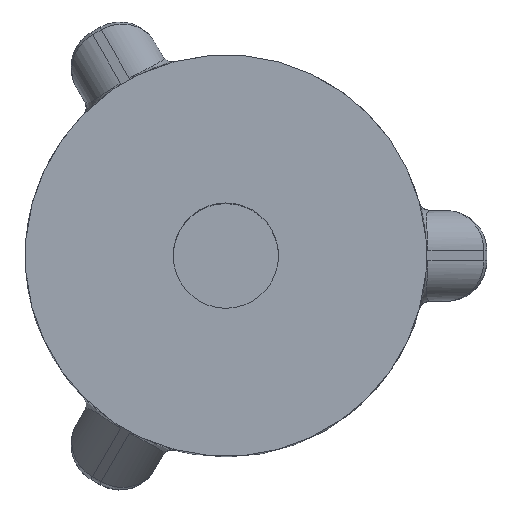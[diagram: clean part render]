
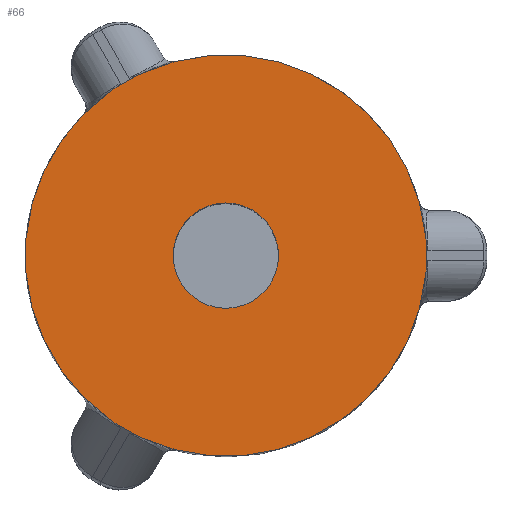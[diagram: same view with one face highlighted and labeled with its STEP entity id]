
A CAD part, top view. The second image highlights one B-rep face of the part: STEP entity #66.
In plain terms, the highlighted planar face has unit normal (0, 0, 1).
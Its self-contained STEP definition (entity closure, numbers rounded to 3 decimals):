
#9 = AXIS2_PLACEMENT_3D ( 'NONE', #2310, #3127, #2571 ) ;
#56 = AXIS2_PLACEMENT_3D ( 'NONE', #3553, #3273, #2498 ) ;
#62 = CARTESIAN_POINT ( 'NONE',  ( -1.81, -3.574, 0. ) ) ;
#66 = ADVANCED_FACE ( 'NONE', ( #1605, #754 ), #2443, .T. ) ;
#80 = VERTEX_POINT ( 'NONE', #208 ) ;
#103 = CARTESIAN_POINT ( 'NONE',  ( -1.665, 3.637, 0. ) ) ;
#137 = CARTESIAN_POINT ( 'NONE',  ( -2.317, -3.261, 0. ) ) ;
#166 = CARTESIAN_POINT ( 'NONE',  ( -2.317, 3.261, 0. ) ) ;
#208 = CARTESIAN_POINT ( 'NONE',  ( -2.19, 3.354, 0. ) ) ;
#212 = ORIENTED_EDGE ( 'NONE', *, *, #1224, .F. ) ;
#261 = CIRCLE ( 'NONE', #3457, 1.05 ) ;
#270 = DIRECTION ( 'NONE',  ( 0., 0., 1. ) ) ;
#314 = ORIENTED_EDGE ( 'NONE', *, *, #3356, .F. ) ;
#352 = CARTESIAN_POINT ( 'NONE',  ( -2.233, -3.324, 0. ) ) ;
#360 = CARTESIAN_POINT ( 'NONE',  ( 4., 0.219, 0. ) ) ;
#412 = EDGE_CURVE ( 'NONE', #80, #1671, #2916, .T. ) ;
#447 = CARTESIAN_POINT ( 'NONE',  ( -2.19, 3.354, 0. ) ) ;
#456 = ORIENTED_EDGE ( 'NONE', *, *, #2287, .T. ) ;
#478 = CARTESIAN_POINT ( 'NONE',  ( 4., -0.9, 0. ) ) ;
#494 = CARTESIAN_POINT ( 'NONE',  ( 3.987, -0.324, 0. ) ) ;
#544 = ORIENTED_EDGE ( 'NONE', *, *, #2174, .T. ) ;
#580 = CARTESIAN_POINT ( 'NONE',  ( 0., 0., 0. ) ) ;
#589 = ORIENTED_EDGE ( 'NONE', *, *, #2586, .T. ) ;
#636 = VERTEX_POINT ( 'NONE', #2668 ) ;
#679 = LINE ( 'NONE', #2682, #929 ) ;
#739 = ORIENTED_EDGE ( 'NONE', *, *, #2440, .T. ) ;
#754 = FACE_BOUND ( 'NONE', #1993, .T. ) ;
#799 = DIRECTION ( 'NONE',  ( 1., 0., 0. ) ) ;
#829 = ORIENTED_EDGE ( 'NONE', *, *, #3001, .T. ) ;
#882 = EDGE_CURVE ( 'NONE', #3512, #1689, #2026, .T. ) ;
#883 = ORIENTED_EDGE ( 'NONE', *, *, #2172, .T. ) ;
#908 = CIRCLE ( 'NONE', #9, 4. ) ;
#929 = VECTOR ( 'NONE', #2366, 1000. ) ;
#1038 = ORIENTED_EDGE ( 'NONE', *, *, #882, .T. ) ;
#1060 = CARTESIAN_POINT ( 'NONE',  ( 3.982, 0.376, 0. ) ) ;
#1083 = VERTEX_POINT ( 'NONE', #360 ) ;
#1134 = CARTESIAN_POINT ( 'NONE',  ( 3.982, -0.376, 0. ) ) ;
#1137 = DIRECTION ( 'NONE',  ( 0., 0., 1. ) ) ;
#1167 = EDGE_CURVE ( 'NONE', #2195, #80, #679, .T. ) ;
#1172 = CARTESIAN_POINT ( 'NONE',  ( -2.779, -3.014, 0. ) ) ;
#1222 = CARTESIAN_POINT ( 'NONE',  ( -1.665, -3.637, 0. ) ) ;
#1224 = EDGE_CURVE ( 'NONE', #2424, #1744, #261, .T. ) ;
#1255 = ORIENTED_EDGE ( 'NONE', *, *, #1167, .T. ) ;
#1369 = CARTESIAN_POINT ( 'NONE',  ( 3.982, -0.376, 0. ) ) ;
#1420 = LINE ( 'NONE', #1172, #2911 ) ;
#1471 = ORIENTED_EDGE ( 'NONE', *, *, #2461, .T. ) ;
#1498 = CIRCLE ( 'NONE', #3396, 1.05 ) ;
#1585 = CARTESIAN_POINT ( 'NONE',  ( -2.233, 3.324, 0. ) ) ;
#1605 = FACE_OUTER_BOUND ( 'NONE', #2955, .T. ) ;
#1613 = DIRECTION ( 'NONE',  ( 0., 1., 0. ) ) ;
#1633 = CARTESIAN_POINT ( 'NONE',  ( 3.995, -0.272, 0. ) ) ;
#1641 = CARTESIAN_POINT ( 'NONE',  ( -2.317, 3.261, 0. ) ) ;
#1649 = CARTESIAN_POINT ( 'NONE',  ( -1.81, -3.574, 0. ) ) ;
#1671 = VERTEX_POINT ( 'NONE', #1641 ) ;
#1683 = VECTOR ( 'NONE', #1613, 1000. ) ;
#1689 = VERTEX_POINT ( 'NONE', #1134 ) ;
#1715 = DIRECTION ( 'NONE',  ( 0., 0., 1. ) ) ;
#1744 = VERTEX_POINT ( 'NONE', #2029 ) ;
#1761 = CARTESIAN_POINT ( 'NONE',  ( -1.762, -3.595, 0. ) ) ;
#1865 = CARTESIAN_POINT ( 'NONE',  ( -1.665, 3.637, 0. ) ) ;
#1896 = CARTESIAN_POINT ( 'NONE',  ( 3.995, 0.272, 0. ) ) ;
#1966 = CARTESIAN_POINT ( 'NONE',  ( -1.81, 3.574, 0. ) ) ;
#1980 = DIRECTION ( 'NONE',  ( 0.866, -0.5, 0. ) ) ;
#1981 = ORIENTED_EDGE ( 'NONE', *, *, #3592, .T. ) ;
#1993 = EDGE_LOOP ( 'NONE', ( #212, #314 ) ) ;
#2003 = CARTESIAN_POINT ( 'NONE',  ( 3.982, 0.376, 0. ) ) ;
#2026 = CIRCLE ( 'NONE', #56, 4. ) ;
#2029 = CARTESIAN_POINT ( 'NONE',  ( -1.05, 0., 0. ) ) ;
#2060 = CARTESIAN_POINT ( 'NONE',  ( -1.713, -3.615, 0. ) ) ;
#2112 = VERTEX_POINT ( 'NONE', #103 ) ;
#2131 = DIRECTION ( 'NONE',  ( 0., 0., 1. ) ) ;
#2145 = B_SPLINE_CURVE_WITH_KNOTS ( 'NONE', 3,
 ( #3472, #2598, #352, #3171 ),
 .UNSPECIFIED., .F., .F.,
 ( 4, 4 ),
 ( 0., 0. ),
 .UNSPECIFIED. ) ;
#2172 = EDGE_CURVE ( 'NONE', #3668, #2112, #2207, .T. ) ;
#2174 = EDGE_CURVE ( 'NONE', #1689, #636, #2759, .T. ) ;
#2195 = VERTEX_POINT ( 'NONE', #1966 ) ;
#2207 = CIRCLE ( 'NONE', #2667, 4. ) ;
#2231 = CARTESIAN_POINT ( 'NONE',  ( 1.05, 0., 0. ) ) ;
#2259 = VERTEX_POINT ( 'NONE', #1649 ) ;
#2287 = EDGE_CURVE ( 'NONE', #1671, #2808, #908, .T. ) ;
#2299 = CARTESIAN_POINT ( 'NONE',  ( -1.665, -3.637, 0. ) ) ;
#2310 = CARTESIAN_POINT ( 'NONE',  ( 0., 0., 0. ) ) ;
#2366 = DIRECTION ( 'NONE',  ( -0.866, -0.5, 0. ) ) ;
#2424 = VERTEX_POINT ( 'NONE', #2231 ) ;
#2440 = EDGE_CURVE ( 'NONE', #636, #1083, #3021, .T. ) ;
#2443 = PLANE ( 'NONE',  #3618 ) ;
#2461 = EDGE_CURVE ( 'NONE', #2259, #3512, #3597, .T. ) ;
#2463 = CARTESIAN_POINT ( 'NONE',  ( 4., 0., 0. ) ) ;
#2473 = CARTESIAN_POINT ( 'NONE',  ( -1.762, 3.595, 0. ) ) ;
#2495 = DIRECTION ( 'NONE',  ( 1., 0., 0. ) ) ;
#2498 = DIRECTION ( 'NONE',  ( 1., 0., 0. ) ) ;
#2564 = DIRECTION ( 'NONE',  ( 1., 0., 0. ) ) ;
#2571 = DIRECTION ( 'NONE',  ( 1., 0., 0. ) ) ;
#2586 = EDGE_CURVE ( 'NONE', #1083, #3668, #2751, .T. ) ;
#2598 = CARTESIAN_POINT ( 'NONE',  ( -2.274, -3.291, 0. ) ) ;
#2667 = AXIS2_PLACEMENT_3D ( 'NONE', #3062, #270, #799 ) ;
#2668 = CARTESIAN_POINT ( 'NONE',  ( 4., -0.219, 0. ) ) ;
#2680 = ORIENTED_EDGE ( 'NONE', *, *, #412, .T. ) ;
#2682 = CARTESIAN_POINT ( 'NONE',  ( -1.221, 3.914, 0. ) ) ;
#2708 = CARTESIAN_POINT ( 'NONE',  ( -2.274, 3.291, 0. ) ) ;
#2751 = B_SPLINE_CURVE_WITH_KNOTS ( 'NONE', 3,
 ( #3605, #1896, #3027, #1060 ),
 .UNSPECIFIED., .F., .F.,
 ( 4, 4 ),
 ( 0., 0. ),
 .UNSPECIFIED. ) ;
#2759 = B_SPLINE_CURVE_WITH_KNOTS ( 'NONE', 3,
 ( #1369, #494, #1633, #2772 ),
 .UNSPECIFIED., .F., .F.,
 ( 4, 4 ),
 ( 0., 0. ),
 .UNSPECIFIED. ) ;
#2772 = CARTESIAN_POINT ( 'NONE',  ( 4., -0.219, 0. ) ) ;
#2808 = VERTEX_POINT ( 'NONE', #137 ) ;
#2820 = CARTESIAN_POINT ( 'NONE',  ( 0., 0., 0. ) ) ;
#2868 = VERTEX_POINT ( 'NONE', #3350 ) ;
#2911 = VECTOR ( 'NONE', #1980, 1000. ) ;
#2916 = B_SPLINE_CURVE_WITH_KNOTS ( 'NONE', 3,
 ( #447, #1585, #2708, #166 ),
 .UNSPECIFIED., .F., .F.,
 ( 4, 4 ),
 ( 0., 0. ),
 .UNSPECIFIED. ) ;
#2955 = EDGE_LOOP ( 'NONE', ( #456, #3513, #829, #1471, #1038, #544, #739, #589, #883, #1981, #1255, #2680 ) ) ;
#3001 = EDGE_CURVE ( 'NONE', #2868, #2259, #1420, .T. ) ;
#3021 = LINE ( 'NONE', #478, #1683 ) ;
#3027 = CARTESIAN_POINT ( 'NONE',  ( 3.987, 0.324, 0. ) ) ;
#3029 = CARTESIAN_POINT ( 'NONE',  ( -1.81, 3.574, 0. ) ) ;
#3055 = EDGE_CURVE ( 'NONE', #2808, #2868, #2145, .T. ) ;
#3062 = CARTESIAN_POINT ( 'NONE',  ( 0., 0., 0. ) ) ;
#3127 = DIRECTION ( 'NONE',  ( 0., 0., 1. ) ) ;
#3171 = CARTESIAN_POINT ( 'NONE',  ( -2.19, -3.354, 0. ) ) ;
#3273 = DIRECTION ( 'NONE',  ( 0., 0., 1. ) ) ;
#3302 = CARTESIAN_POINT ( 'NONE',  ( -1.713, 3.615, 0. ) ) ;
#3350 = CARTESIAN_POINT ( 'NONE',  ( -2.19, -3.354, 0. ) ) ;
#3356 = EDGE_CURVE ( 'NONE', #1744, #2424, #1498, .T. ) ;
#3396 = AXIS2_PLACEMENT_3D ( 'NONE', #2820, #1715, #2564 ) ;
#3457 = AXIS2_PLACEMENT_3D ( 'NONE', #580, #1137, #2495 ) ;
#3472 = CARTESIAN_POINT ( 'NONE',  ( -2.317, -3.261, 0. ) ) ;
#3512 = VERTEX_POINT ( 'NONE', #1222 ) ;
#3513 = ORIENTED_EDGE ( 'NONE', *, *, #3055, .T. ) ;
#3553 = CARTESIAN_POINT ( 'NONE',  ( 0., 0., 0. ) ) ;
#3588 = DIRECTION ( 'NONE',  ( 1., 0., 0. ) ) ;
#3592 = EDGE_CURVE ( 'NONE', #2112, #2195, #3665, .T. ) ;
#3597 = B_SPLINE_CURVE_WITH_KNOTS ( 'NONE', 3,
 ( #62, #1761, #2060, #2299 ),
 .UNSPECIFIED., .F., .F.,
 ( 4, 4 ),
 ( 0., 0. ),
 .UNSPECIFIED. ) ;
#3605 = CARTESIAN_POINT ( 'NONE',  ( 4., 0.219, 0. ) ) ;
#3618 = AXIS2_PLACEMENT_3D ( 'NONE', #2463, #2131, #3588 ) ;
#3665 = B_SPLINE_CURVE_WITH_KNOTS ( 'NONE', 3,
 ( #1865, #3302, #2473, #3029 ),
 .UNSPECIFIED., .F., .F.,
 ( 4, 4 ),
 ( 0., 0. ),
 .UNSPECIFIED. ) ;
#3668 = VERTEX_POINT ( 'NONE', #2003 ) ;
